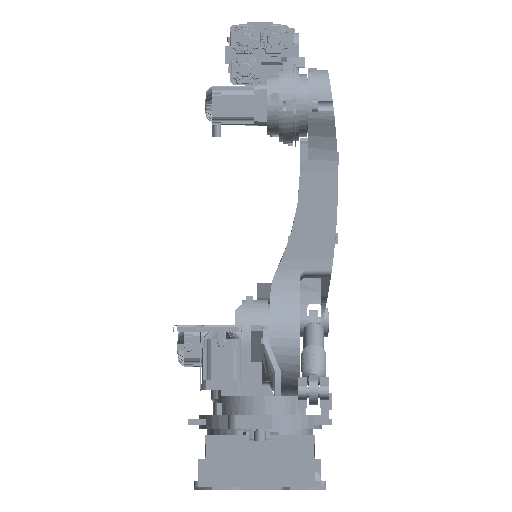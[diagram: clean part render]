
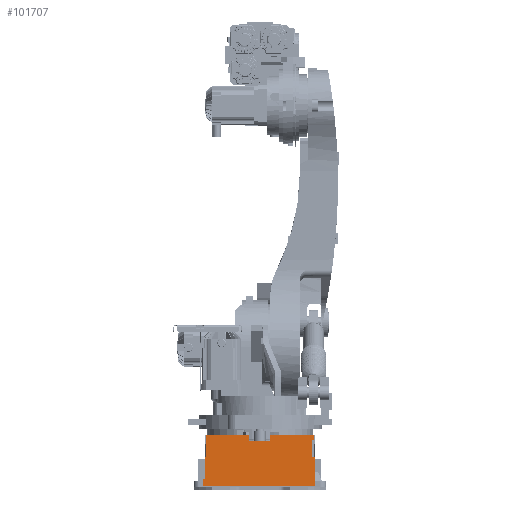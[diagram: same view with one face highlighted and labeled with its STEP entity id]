
A CAD part, left-side view. The second image highlights one B-rep face of the part: STEP entity #101707.
In plain terms, the highlighted planar face has unit normal (-1, 0, 0).
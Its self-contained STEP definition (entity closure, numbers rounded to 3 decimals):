
#2562 = EDGE_CURVE ( 'NONE', #104101, #103428, #71647, .T. ) ;
#3119 = CARTESIAN_POINT ( 'NONE',  ( -472.5, 48., -260. ) ) ;
#9090 = CARTESIAN_POINT ( 'NONE',  ( -472.5, 248., -305.94 ) ) ;
#10682 = LINE ( 'NONE', #82457, #93411 ) ;
#11581 = VECTOR ( 'NONE', #58119, 1000. ) ;
#11810 = CARTESIAN_POINT ( 'NONE',  ( -472.5, 18., -260. ) ) ;
#11940 = ORIENTED_EDGE ( 'NONE', *, *, #17440, .T. ) ;
#12665 = CARTESIAN_POINT ( 'NONE',  ( -472.5, 48., -260. ) ) ;
#16428 = PLANE ( 'NONE',  #114448 ) ;
#16947 = DIRECTION ( 'NONE',  ( -1., 0., 0. ) ) ;
#16999 = ORIENTED_EDGE ( 'NONE', *, *, #84084, .T. ) ;
#17440 = EDGE_CURVE ( 'NONE', #53668, #115898, #10682, .T. ) ;
#22953 = CARTESIAN_POINT ( 'NONE',  ( -472.5, 48., -250. ) ) ;
#24003 = VECTOR ( 'NONE', #54345, 1000. ) ;
#24974 = EDGE_CURVE ( 'NONE', #135430, #82940, #132690, .T. ) ;
#25170 = LINE ( 'NONE', #25532, #86671 ) ;
#25532 = CARTESIAN_POINT ( 'NONE',  ( -472.5, 48., 250. ) ) ;
#25579 = LINE ( 'NONE', #140283, #119797 ) ;
#30223 = EDGE_CURVE ( 'NONE', #82940, #154704, #25579, .T. ) ;
#30594 = FACE_OUTER_BOUND ( 'NONE', #116986, .T. ) ;
#34768 = VERTEX_POINT ( 'NONE', #96685 ) ;
#35313 = DIRECTION ( 'NONE',  ( 0., -1., 0. ) ) ;
#38499 = VECTOR ( 'NONE', #91916, 1000. ) ;
#39524 = ORIENTED_EDGE ( 'NONE', *, *, #100834, .T. ) ;
#42752 = VECTOR ( 'NONE', #130255, 1000. ) ;
#43627 = VECTOR ( 'NONE', #156236, 1000. ) ;
#44262 = CARTESIAN_POINT ( 'NONE',  ( -472.5, -40.677, -260. ) ) ;
#53668 = VERTEX_POINT ( 'NONE', #152653 ) ;
#54345 = DIRECTION ( 'NONE',  ( 0., 0., -1. ) ) ;
#58003 = CARTESIAN_POINT ( 'NONE',  ( -472.5, 18., -250. ) ) ;
#58119 = DIRECTION ( 'NONE',  ( 0., 0., -1. ) ) ;
#64144 = VECTOR ( 'NONE', #119827, 1000. ) ;
#67344 = EDGE_CURVE ( 'NONE', #103428, #159563, #141649, .T. ) ;
#71154 = VERTEX_POINT ( 'NONE', #154664 ) ;
#71647 = LINE ( 'NONE', #44262, #42752 ) ;
#74783 = ORIENTED_EDGE ( 'NONE', *, *, #30223, .T. ) ;
#76697 = EDGE_CURVE ( 'NONE', #71154, #104101, #125929, .T. ) ;
#77048 = LINE ( 'NONE', #9090, #11581 ) ;
#77783 = LINE ( 'NONE', #22953, #139249 ) ;
#82457 = CARTESIAN_POINT ( 'NONE',  ( -472.5, -40.677, 48. ) ) ;
#82940 = VERTEX_POINT ( 'NONE', #145388 ) ;
#84084 = EDGE_CURVE ( 'NONE', #115898, #135430, #100609, .T. ) ;
#84335 = CARTESIAN_POINT ( 'NONE',  ( -472.5, 248., -250. ) ) ;
#86671 = VECTOR ( 'NONE', #111523, 1000. ) ;
#90080 = CARTESIAN_POINT ( 'NONE',  ( -472.5, -40.677, -305.94 ) ) ;
#91403 = CARTESIAN_POINT ( 'NONE',  ( -472.5, -40.677, -48. ) ) ;
#91532 = EDGE_CURVE ( 'NONE', #159563, #34768, #25170, .T. ) ;
#91916 = DIRECTION ( 'NONE',  ( 0., 1., 0. ) ) ;
#93411 = VECTOR ( 'NONE', #94824, 1000. ) ;
#94824 = DIRECTION ( 'NONE',  ( 0., -1., 0. ) ) ;
#96685 = CARTESIAN_POINT ( 'NONE',  ( -472.5, 248., 250. ) ) ;
#97119 = EDGE_CURVE ( 'NONE', #154704, #71154, #77783, .T. ) ;
#100609 = LINE ( 'NONE', #144000, #64144 ) ;
#100834 = EDGE_CURVE ( 'NONE', #34768, #53668, #77048, .T. ) ;
#101707 = ADVANCED_FACE ( 'NONE', ( #30594 ), #16428, .T. ) ;
#103007 = DIRECTION ( 'NONE',  ( 0., 0., 1. ) ) ;
#103428 = VERTEX_POINT ( 'NONE', #11810 ) ;
#104101 = VERTEX_POINT ( 'NONE', #12665 ) ;
#107330 = ORIENTED_EDGE ( 'NONE', *, *, #2562, .T. ) ;
#111523 = DIRECTION ( 'NONE',  ( 0., 1., 0. ) ) ;
#114448 = AXIS2_PLACEMENT_3D ( 'NONE', #90080, #16947, #103007 ) ;
#115623 = DIRECTION ( 'NONE',  ( 0., 0., -1. ) ) ;
#115898 = VERTEX_POINT ( 'NONE', #137587 ) ;
#116986 = EDGE_LOOP ( 'NONE', ( #117388, #39524, #11940, #16999, #120349, #74783, #159305, #126986, #107330, #140612 ) ) ;
#117388 = ORIENTED_EDGE ( 'NONE', *, *, #91532, .T. ) ;
#119797 = VECTOR ( 'NONE', #115623, 1000. ) ;
#119827 = DIRECTION ( 'NONE',  ( 0., 0., -1. ) ) ;
#120349 = ORIENTED_EDGE ( 'NONE', *, *, #24974, .T. ) ;
#125782 = CARTESIAN_POINT ( 'NONE',  ( -472.5, 223., -48. ) ) ;
#125929 = LINE ( 'NONE', #3119, #24003 ) ;
#126922 = CARTESIAN_POINT ( 'NONE',  ( -472.5, 18., 250. ) ) ;
#126986 = ORIENTED_EDGE ( 'NONE', *, *, #76697, .T. ) ;
#130255 = DIRECTION ( 'NONE',  ( 0., -1., 0. ) ) ;
#132690 = LINE ( 'NONE', #91403, #38499 ) ;
#135430 = VERTEX_POINT ( 'NONE', #125782 ) ;
#137587 = CARTESIAN_POINT ( 'NONE',  ( -472.5, 223., 48. ) ) ;
#139249 = VECTOR ( 'NONE', #35313, 1000. ) ;
#140283 = CARTESIAN_POINT ( 'NONE',  ( -472.5, 248., 250. ) ) ;
#140612 = ORIENTED_EDGE ( 'NONE', *, *, #67344, .T. ) ;
#141649 = LINE ( 'NONE', #58003, #43627 ) ;
#144000 = CARTESIAN_POINT ( 'NONE',  ( -472.5, 223., -305.94 ) ) ;
#145388 = CARTESIAN_POINT ( 'NONE',  ( -472.5, 248., -48. ) ) ;
#152653 = CARTESIAN_POINT ( 'NONE',  ( -472.5, 248., 48. ) ) ;
#154664 = CARTESIAN_POINT ( 'NONE',  ( -472.5, 48., -250. ) ) ;
#154704 = VERTEX_POINT ( 'NONE', #84335 ) ;
#156236 = DIRECTION ( 'NONE',  ( 0., 0., 1. ) ) ;
#159305 = ORIENTED_EDGE ( 'NONE', *, *, #97119, .T. ) ;
#159563 = VERTEX_POINT ( 'NONE', #126922 ) ;
